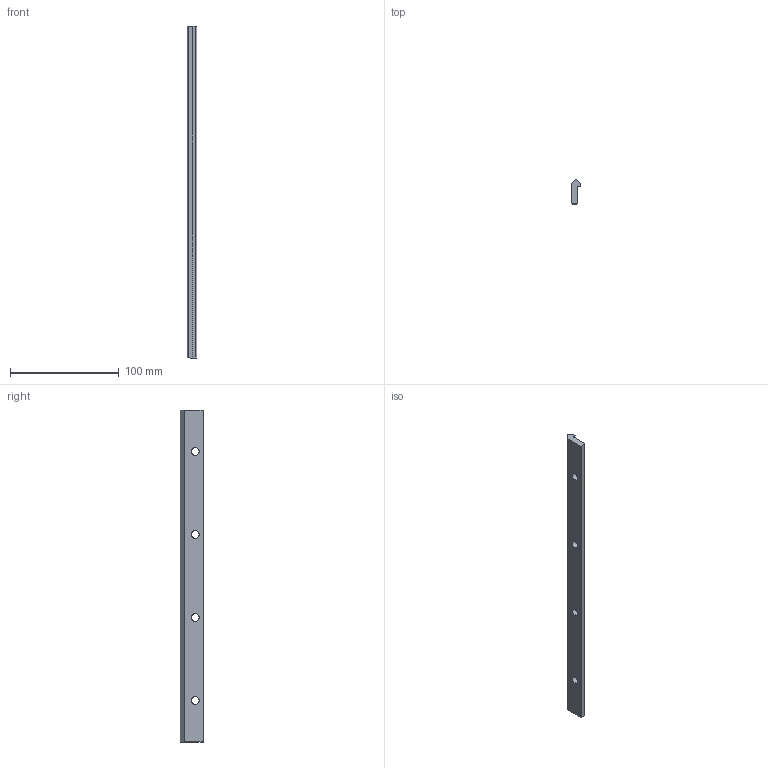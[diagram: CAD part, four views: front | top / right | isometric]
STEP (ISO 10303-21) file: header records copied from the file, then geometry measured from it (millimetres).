
FILE_DESCRIPTION (( 'STEP AP214' ), '1' );
FILE_NAME ('CRT_CD14152C0C.step', '2020-11-03T16:37:32', ( '' ), ( '' ), 'SwSTEP 2.0', 'SolidWorks 2019', '' );
FILE_SCHEMA (( 'AUTOMOTIVE_DESIGN' ));
Length unit declared in the file: inch
Products named in the file (3): CRT_CD14152C0C; cfMHprVl0b_CADModel_0
Assembly tree (1 placements, depth 2):
  CRT_CD14152C0C
    cfMHprVl0b_CADModel_0
  cfMHprVl0b_CADModel_0
Bounding box: 8.71 x 21.89 x 304.8 mm (x, y, z)
Volume: 38922.7 mm3; surface area: 17470.2 mm2
Topology: 1 solids, 1 shells, 24 faces, 66 edges, 44 vertices
Faces by surface type: cylinder 13, plane 11
Entity records: 1193 total; most frequent: DIRECTION 150, CARTESIAN_POINT 139, ORIENTED_EDGE 132, EDGE_CURVE 66, AXIS2_PLACEMENT_3D 55, VERTEX_POINT 44, LINE 40, VECTOR 40
